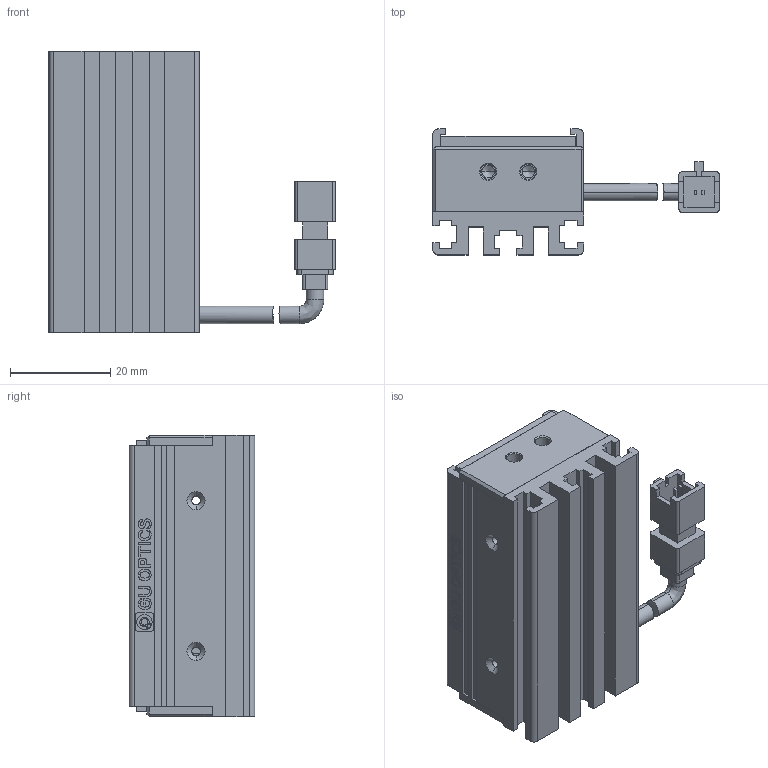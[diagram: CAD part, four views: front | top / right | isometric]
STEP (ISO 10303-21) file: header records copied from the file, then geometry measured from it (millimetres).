
FILE_DESCRIPTION (( 'STEP AP214' ), '1' );
FILE_NAME ('660200-B.STEP', '2019-03-14T03:34:22', ( 'user' ), ( '微软中国' ), 'SwSTEP 2.0', 'SolidWorks 2016', '' );
FILE_SCHEMA (( 'AUTOMOTIVE_DESIGN' ));
Length unit declared in the file: millimetre
Products named in the file (1): 660200-B
Bounding box: 57 x 25 x 56 mm (x, y, z)
Volume: 22597.4 mm3; surface area: 22386.2 mm2
Topology: 6 solids, 6 shells, 584 faces, 1501 edges, 971 vertices
Faces by surface type: plane 398, cylinder 83, bspline 61, cone 42
Entity records: 23222 total; most frequent: CARTESIAN_POINT 4062, ORIENTED_EDGE 2950, DIRECTION 2593, EDGE_CURVE 1475, LINE 1169, VECTOR 1169, VERTEX_POINT 971, AXIS2_PLACEMENT_3D 712
